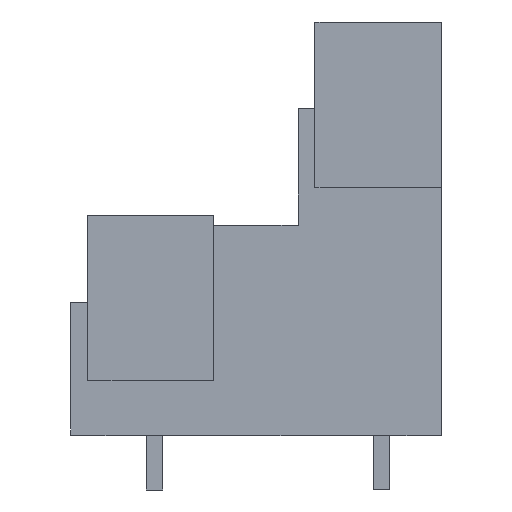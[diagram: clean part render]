
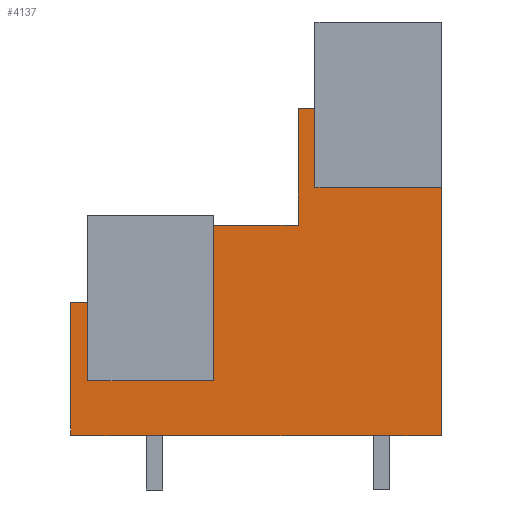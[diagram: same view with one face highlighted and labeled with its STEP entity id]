
A CAD part, left-side view. The second image highlights one B-rep face of the part: STEP entity #4137.
In plain terms, the highlighted planar face has unit normal (-1, 0, 0).
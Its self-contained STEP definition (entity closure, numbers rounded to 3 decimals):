
#4022=AXIS2_PLACEMENT_3D('Plane Axis2P3D',#4019,#4020,#4021) ;
#3269=CARTESIAN_POINT('Vertex',(0.7,7.5,22.6)) ;
#3272=CARTESIAN_POINT('Line Origine',(0.7,7.5,20.275)) ;
#3276=CARTESIAN_POINT('Vertex',(0.7,7.5,17.95)) ;
#3486=CARTESIAN_POINT('Vertex',(0.7,0.,17.95)) ;
#3489=CARTESIAN_POINT('Line Origine',(0.7,0.,10.575)) ;
#3493=CARTESIAN_POINT('Vertex',(0.7,0.,3.2)) ;
#4003=CARTESIAN_POINT('Vertex',(0.7,8.5,22.6)) ;
#4006=CARTESIAN_POINT('Line Origine',(0.7,8.,22.6)) ;
#4019=CARTESIAN_POINT('Axis2P3D Location',(0.7,0.,3.6)) ;
#4024=CARTESIAN_POINT('Line Origine',(0.7,17.,3.2)) ;
#4028=CARTESIAN_POINT('Vertex',(0.7,15.,3.2)) ;
#4030=CARTESIAN_POINT('Vertex',(0.7,19.,3.2)) ;
#4033=CARTESIAN_POINT('Line Origine',(0.7,10.5,3.2)) ;
#4037=CARTESIAN_POINT('Vertex',(0.7,6.,3.2)) ;
#4040=CARTESIAN_POINT('Line Origine',(0.7,4.5,3.2)) ;
#4044=CARTESIAN_POINT('Vertex',(0.7,3.,3.2)) ;
#4047=CARTESIAN_POINT('Line Origine',(0.7,1.5,3.2)) ;
#4052=CARTESIAN_POINT('Line Origine',(0.7,3.75,17.95)) ;
#4057=CARTESIAN_POINT('Line Origine',(0.7,8.5,19.15)) ;
#4061=CARTESIAN_POINT('Vertex',(0.7,8.5,15.7)) ;
#4064=CARTESIAN_POINT('Line Origine',(0.7,11.013,15.7)) ;
#4068=CARTESIAN_POINT('Vertex',(0.7,13.525,15.7)) ;
#4071=CARTESIAN_POINT('Line Origine',(0.7,13.525,11.075)) ;
#4075=CARTESIAN_POINT('Vertex',(0.7,13.525,6.45)) ;
#4078=CARTESIAN_POINT('Line Origine',(0.7,17.25,6.45)) ;
#4082=CARTESIAN_POINT('Vertex',(0.7,20.975,6.45)) ;
#4085=CARTESIAN_POINT('Line Origine',(0.7,20.975,8.775)) ;
#4089=CARTESIAN_POINT('Vertex',(0.7,20.975,11.1)) ;
#4092=CARTESIAN_POINT('Line Origine',(0.7,21.487,11.1)) ;
#4096=CARTESIAN_POINT('Vertex',(0.7,22.,11.1)) ;
#4099=CARTESIAN_POINT('Line Origine',(0.7,22.,7.35)) ;
#4103=CARTESIAN_POINT('Vertex',(0.7,22.,3.6)) ;
#4106=CARTESIAN_POINT('Line Origine',(0.7,22.,3.4)) ;
#4110=CARTESIAN_POINT('Vertex',(0.7,22.,3.2)) ;
#4113=CARTESIAN_POINT('Line Origine',(0.7,20.5,3.2)) ;
#3273=DIRECTION('Vector Direction',(0.,0.,-1.)) ;
#3490=DIRECTION('Vector Direction',(0.,0.,1.)) ;
#4007=DIRECTION('Vector Direction',(0.,1.,0.)) ;
#4020=DIRECTION('Axis2P3D Direction',(-1.,0.,0.)) ;
#4021=DIRECTION('Axis2P3D XDirection',(0.,0.,-1.)) ;
#4025=DIRECTION('Vector Direction',(0.,-1.,0.)) ;
#4034=DIRECTION('Vector Direction',(0.,-1.,0.)) ;
#4041=DIRECTION('Vector Direction',(0.,-1.,0.)) ;
#4048=DIRECTION('Vector Direction',(0.,-1.,0.)) ;
#4053=DIRECTION('Vector Direction',(0.,-1.,0.)) ;
#4058=DIRECTION('Vector Direction',(0.,0.,-1.)) ;
#4065=DIRECTION('Vector Direction',(0.,1.,0.)) ;
#4072=DIRECTION('Vector Direction',(0.,0.,-1.)) ;
#4079=DIRECTION('Vector Direction',(0.,-1.,0.)) ;
#4086=DIRECTION('Vector Direction',(0.,0.,-1.)) ;
#4093=DIRECTION('Vector Direction',(0.,1.,0.)) ;
#4100=DIRECTION('Vector Direction',(0.,0.,1.)) ;
#4107=DIRECTION('Vector Direction',(0.,0.,-1.)) ;
#4114=DIRECTION('Vector Direction',(0.,-1.,0.)) ;
#3274=VECTOR('Line Direction',#3273,1.) ;
#3491=VECTOR('Line Direction',#3490,1.) ;
#4008=VECTOR('Line Direction',#4007,1.) ;
#4026=VECTOR('Line Direction',#4025,1.) ;
#4035=VECTOR('Line Direction',#4034,1.) ;
#4042=VECTOR('Line Direction',#4041,1.) ;
#4049=VECTOR('Line Direction',#4048,1.) ;
#4054=VECTOR('Line Direction',#4053,1.) ;
#4059=VECTOR('Line Direction',#4058,1.) ;
#4066=VECTOR('Line Direction',#4065,1.) ;
#4073=VECTOR('Line Direction',#4072,1.) ;
#4080=VECTOR('Line Direction',#4079,1.) ;
#4087=VECTOR('Line Direction',#4086,1.) ;
#4094=VECTOR('Line Direction',#4093,1.) ;
#4101=VECTOR('Line Direction',#4100,1.) ;
#4108=VECTOR('Line Direction',#4107,1.) ;
#4115=VECTOR('Line Direction',#4114,1.) ;
#4119=ORIENTED_EDGE('',*,*,#4032,.F.) ;
#4120=ORIENTED_EDGE('',*,*,#4039,.T.) ;
#4121=ORIENTED_EDGE('',*,*,#4046,.F.) ;
#4122=ORIENTED_EDGE('',*,*,#4051,.T.) ;
#4123=ORIENTED_EDGE('',*,*,#3495,.T.) ;
#4124=ORIENTED_EDGE('',*,*,#4056,.F.) ;
#4125=ORIENTED_EDGE('',*,*,#3278,.F.) ;
#4126=ORIENTED_EDGE('',*,*,#4010,.T.) ;
#4127=ORIENTED_EDGE('',*,*,#4063,.T.) ;
#4128=ORIENTED_EDGE('',*,*,#4070,.T.) ;
#4129=ORIENTED_EDGE('',*,*,#4077,.T.) ;
#4130=ORIENTED_EDGE('',*,*,#4084,.F.) ;
#4131=ORIENTED_EDGE('',*,*,#4091,.F.) ;
#4132=ORIENTED_EDGE('',*,*,#4098,.T.) ;
#4133=ORIENTED_EDGE('',*,*,#4105,.F.) ;
#4134=ORIENTED_EDGE('',*,*,#4112,.F.) ;
#4135=ORIENTED_EDGE('',*,*,#4117,.T.) ;
#4137=ADVANCED_FACE('Model',(#4136),#4023,.T.) ;
#3278=EDGE_CURVE('',#3270,#3277,#3275,.T.) ;
#3495=EDGE_CURVE('',#3494,#3487,#3492,.T.) ;
#4010=EDGE_CURVE('',#3270,#4004,#4009,.T.) ;
#4032=EDGE_CURVE('',#4029,#4031,#4027,.F.) ;
#4039=EDGE_CURVE('',#4029,#4038,#4036,.T.) ;
#4046=EDGE_CURVE('',#4045,#4038,#4043,.F.) ;
#4051=EDGE_CURVE('',#4045,#3494,#4050,.T.) ;
#4056=EDGE_CURVE('',#3277,#3487,#4055,.T.) ;
#4063=EDGE_CURVE('',#4004,#4062,#4060,.T.) ;
#4070=EDGE_CURVE('',#4062,#4069,#4067,.T.) ;
#4077=EDGE_CURVE('',#4069,#4076,#4074,.T.) ;
#4084=EDGE_CURVE('',#4083,#4076,#4081,.T.) ;
#4091=EDGE_CURVE('',#4090,#4083,#4088,.T.) ;
#4098=EDGE_CURVE('',#4090,#4097,#4095,.T.) ;
#4105=EDGE_CURVE('',#4104,#4097,#4102,.T.) ;
#4112=EDGE_CURVE('',#4111,#4104,#4109,.F.) ;
#4117=EDGE_CURVE('',#4111,#4031,#4116,.T.) ;
#4118=EDGE_LOOP('',(#4119,#4120,#4121,#4122,#4123,#4124,#4125,#4126,#4127,#4128,#4129,#4130,#4131,#4132,#4133,#4134,#4135)) ;
#4136=FACE_OUTER_BOUND('',#4118,.T.) ;
#3275=LINE('Line',#3272,#3274) ;
#3492=LINE('Line',#3489,#3491) ;
#4009=LINE('Line',#4006,#4008) ;
#4027=LINE('Line',#4024,#4026) ;
#4036=LINE('Line',#4033,#4035) ;
#4043=LINE('Line',#4040,#4042) ;
#4050=LINE('Line',#4047,#4049) ;
#4055=LINE('Line',#4052,#4054) ;
#4060=LINE('Line',#4057,#4059) ;
#4067=LINE('Line',#4064,#4066) ;
#4074=LINE('Line',#4071,#4073) ;
#4081=LINE('Line',#4078,#4080) ;
#4088=LINE('Line',#4085,#4087) ;
#4095=LINE('Line',#4092,#4094) ;
#4102=LINE('Line',#4099,#4101) ;
#4109=LINE('Line',#4106,#4108) ;
#4116=LINE('Line',#4113,#4115) ;
#4023=PLANE('',#4022) ;
#3270=VERTEX_POINT('',#3269) ;
#3277=VERTEX_POINT('',#3276) ;
#3487=VERTEX_POINT('',#3486) ;
#3494=VERTEX_POINT('',#3493) ;
#4004=VERTEX_POINT('',#4003) ;
#4029=VERTEX_POINT('',#4028) ;
#4031=VERTEX_POINT('',#4030) ;
#4038=VERTEX_POINT('',#4037) ;
#4045=VERTEX_POINT('',#4044) ;
#4062=VERTEX_POINT('',#4061) ;
#4069=VERTEX_POINT('',#4068) ;
#4076=VERTEX_POINT('',#4075) ;
#4083=VERTEX_POINT('',#4082) ;
#4090=VERTEX_POINT('',#4089) ;
#4097=VERTEX_POINT('',#4096) ;
#4104=VERTEX_POINT('',#4103) ;
#4111=VERTEX_POINT('',#4110) ;
